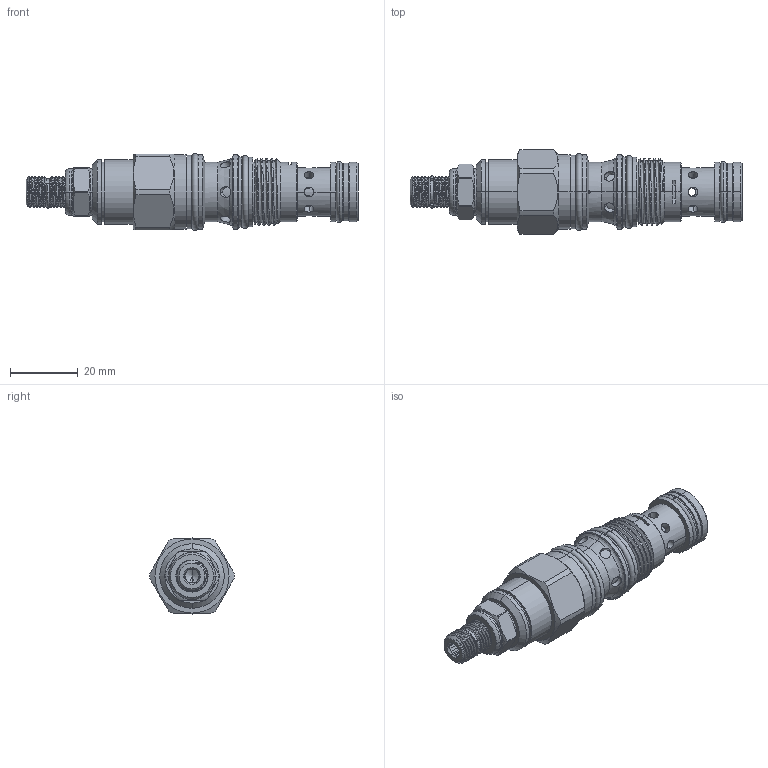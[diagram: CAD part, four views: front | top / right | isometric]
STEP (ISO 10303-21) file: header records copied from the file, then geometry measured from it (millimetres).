
FILE_DESCRIPTION (( 'STEP AP203' ), '1' );
FILE_NAME ('PP11A30(33)(35)-L.STEP', '2020-03-23T03:28:56', ( '' ), ( '' ), 'SwSTEP 2.0', 'SolidWorks 2018', '' );
FILE_SCHEMA (( 'CONFIG_CONTROL_DESIGN' ));
Length unit declared in the file: millimetre
Products named in the file (1): PP11A30(33)(35)-L
Bounding box: 97.71 x 24.79 x 22.55 mm (x, y, z)
Volume: 23379.6 mm3; surface area: 10310.7 mm2
Topology: 5 solids, 9 shells, 358 faces, 904 edges, 567 vertices
Faces by surface type: cylinder 192, plane 69, cone 56, torus 34, bspline 7
Entity records: 20146 total; most frequent: CARTESIAN_POINT 11701, ORIENTED_EDGE 1804, DIRECTION 1699, EDGE_CURVE 902, AXIS2_PLACEMENT_3D 702, VERTEX_POINT 567, EDGE_LOOP 417, FACE_OUTER_BOUND 358
